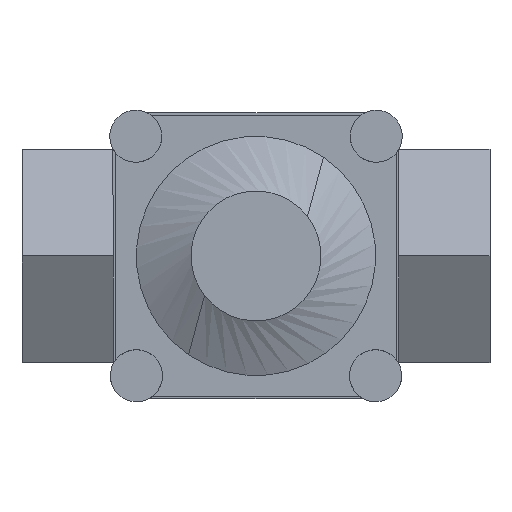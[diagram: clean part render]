
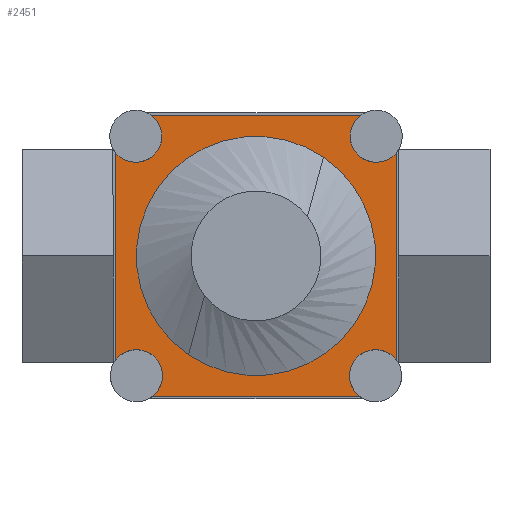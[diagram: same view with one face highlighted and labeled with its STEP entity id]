
A CAD part, front view. The second image highlights one B-rep face of the part: STEP entity #2451.
In plain terms, the highlighted planar face has unit normal (0, -1, 0).
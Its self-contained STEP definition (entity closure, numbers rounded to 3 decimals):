
#14 = AXIS2_PLACEMENT_3D ( 'NONE', #205, #2183, #1678 ) ;
#22 = EDGE_CURVE ( 'NONE', #2131, #796, #2730, .T. ) ;
#90 = EDGE_CURVE ( 'NONE', #1402, #2705, #2892, .T. ) ;
#115 = DIRECTION ( 'NONE',  ( 0., 0., -1. ) ) ;
#116 = AXIS2_PLACEMENT_3D ( 'NONE', #1888, #1568, #1369 ) ;
#118 = CARTESIAN_POINT ( 'NONE',  ( -23.122, -57., 23.018 ) ) ;
#142 = ORIENTED_EDGE ( 'NONE', *, *, #22, .T. ) ;
#205 = CARTESIAN_POINT ( 'NONE',  ( -23., -57., -23.031 ) ) ;
#256 = EDGE_CURVE ( 'NONE', #1751, #3314, #1420, .T. ) ;
#259 = CARTESIAN_POINT ( 'NONE',  ( 27., -57., -20.031 ) ) ;
#295 = FACE_OUTER_BOUND ( 'NONE', #2039, .T. ) ;
#354 = EDGE_CURVE ( 'NONE', #2983, #2381, #1180, .T. ) ;
#370 = VERTEX_POINT ( 'NONE', #1148 ) ;
#398 = DIRECTION ( 'NONE',  ( 0., -1., 0. ) ) ;
#427 = DIRECTION ( 'NONE',  ( 0., -1., 0. ) ) ;
#454 = AXIS2_PLACEMENT_3D ( 'NONE', #118, #1217, #1472 ) ;
#485 = EDGE_CURVE ( 'NONE', #1865, #710, #2413, .T. ) ;
#508 = VECTOR ( 'NONE', #1728, 1000. ) ;
#588 = CARTESIAN_POINT ( 'NONE',  ( -27., -57., 24. ) ) ;
#595 = ORIENTED_EDGE ( 'NONE', *, *, #256, .F. ) ;
#632 = DIRECTION ( 'NONE',  ( 0., 0., -1. ) ) ;
#650 = CARTESIAN_POINT ( 'NONE',  ( 0., -57., 0. ) ) ;
#709 = VECTOR ( 'NONE', #115, 1000. ) ;
#710 = VERTEX_POINT ( 'NONE', #3027 ) ;
#714 = DIRECTION ( 'NONE',  ( 0., 0., -1. ) ) ;
#734 = ORIENTED_EDGE ( 'NONE', *, *, #2832, .F. ) ;
#796 = VERTEX_POINT ( 'NONE', #2251 ) ;
#800 = DIRECTION ( 'NONE',  ( 0., 0., -1. ) ) ;
#803 = DIRECTION ( 'NONE',  ( 1., 0., 0. ) ) ;
#811 = AXIS2_PLACEMENT_3D ( 'NONE', #2345, #1069, #2090 ) ;
#814 = DIRECTION ( 'NONE',  ( 0., 0., -1. ) ) ;
#824 = PLANE ( 'NONE',  #116 ) ;
#912 = VERTEX_POINT ( 'NONE', #1539 ) ;
#934 = CARTESIAN_POINT ( 'NONE',  ( -23., -57., -23.031 ) ) ;
#959 = VERTEX_POINT ( 'NONE', #259 ) ;
#979 = CIRCLE ( 'NONE', #2208, 5. ) ;
#1013 = CARTESIAN_POINT ( 'NONE',  ( 23.122, -57., 18.018 ) ) ;
#1055 = CARTESIAN_POINT ( 'NONE',  ( 12.964, -57., 18.998 ) ) ;
#1060 = CARTESIAN_POINT ( 'NONE',  ( 23., -57., -23.031 ) ) ;
#1065 = CARTESIAN_POINT ( 'NONE',  ( 23.122, -57., 23.018 ) ) ;
#1069 = DIRECTION ( 'NONE',  ( 0., -1., 0. ) ) ;
#1112 = LINE ( 'NONE', #588, #709 ) ;
#1148 = CARTESIAN_POINT ( 'NONE',  ( -12.964, -57., -18.998 ) ) ;
#1166 = CARTESIAN_POINT ( 'NONE',  ( -27., -57., -20.031 ) ) ;
#1180 = CIRCLE ( 'NONE', #1934, 5. ) ;
#1191 = AXIS2_PLACEMENT_3D ( 'NONE', #1322, #2880, #2089 ) ;
#1217 = DIRECTION ( 'NONE',  ( 0., -1., 0. ) ) ;
#1233 = CARTESIAN_POINT ( 'NONE',  ( 23.122, -57., 23.018 ) ) ;
#1322 = CARTESIAN_POINT ( 'NONE',  ( 0., -57., 0. ) ) ;
#1323 = CARTESIAN_POINT ( 'NONE',  ( -23.5, -57., -27. ) ) ;
#1369 = DIRECTION ( 'NONE',  ( 0., 0., -1. ) ) ;
#1377 = EDGE_CURVE ( 'NONE', #912, #710, #2898, .T. ) ;
#1392 = CARTESIAN_POINT ( 'NONE',  ( 27., -57., -23. ) ) ;
#1402 = VERTEX_POINT ( 'NONE', #2356 ) ;
#1405 = EDGE_CURVE ( 'NONE', #3314, #796, #979, .T. ) ;
#1415 = DIRECTION ( 'NONE',  ( 0., -1., 0. ) ) ;
#1420 = CIRCLE ( 'NONE', #454, 5. ) ;
#1432 = DIRECTION ( 'NONE',  ( 0., 0., -1. ) ) ;
#1441 = EDGE_CURVE ( 'NONE', #959, #1865, #3040, .T. ) ;
#1472 = DIRECTION ( 'NONE',  ( 0., 0., -1. ) ) ;
#1492 = ORIENTED_EDGE ( 'NONE', *, *, #2322, .F. ) ;
#1539 = CARTESIAN_POINT ( 'NONE',  ( -19.959, -57., -27. ) ) ;
#1551 = CARTESIAN_POINT ( 'NONE',  ( -27., -57., 19.861 ) ) ;
#1561 = AXIS2_PLACEMENT_3D ( 'NONE', #1060, #2318, #814 ) ;
#1568 = DIRECTION ( 'NONE',  ( 0., -1., 0. ) ) ;
#1578 = ORIENTED_EDGE ( 'NONE', *, *, #2042, .F. ) ;
#1605 = DIRECTION ( 'NONE',  ( 0., 0., 1. ) ) ;
#1621 = CIRCLE ( 'NONE', #14, 5. ) ;
#1678 = DIRECTION ( 'NONE',  ( 0., 0., -1. ) ) ;
#1694 = VERTEX_POINT ( 'NONE', #1055 ) ;
#1728 = DIRECTION ( 'NONE',  ( -1., 0., 0. ) ) ;
#1734 = CIRCLE ( 'NONE', #2604, 23. ) ;
#1751 = VERTEX_POINT ( 'NONE', #1551 ) ;
#1810 = CARTESIAN_POINT ( 'NONE',  ( 27., -57., 19.861 ) ) ;
#1818 = ORIENTED_EDGE ( 'NONE', *, *, #2650, .T. ) ;
#1860 = EDGE_CURVE ( 'NONE', #1751, #2705, #1112, .T. ) ;
#1865 = VERTEX_POINT ( 'NONE', #3159 ) ;
#1888 = CARTESIAN_POINT ( 'NONE',  ( -23.122, -57., 23.018 ) ) ;
#1903 = CARTESIAN_POINT ( 'NONE',  ( -23.122, -57., 23.018 ) ) ;
#1934 = AXIS2_PLACEMENT_3D ( 'NONE', #1065, #2087, #800 ) ;
#1965 = EDGE_CURVE ( 'NONE', #370, #1694, #1734, .T. ) ;
#2039 = EDGE_LOOP ( 'NONE', ( #2048, #3269, #734, #2908, #2408, #2508, #1818, #3193, #1578, #142, #3246, #595 ) ) ;
#2042 = EDGE_CURVE ( 'NONE', #2131, #2983, #2655, .T. ) ;
#2048 = ORIENTED_EDGE ( 'NONE', *, *, #1860, .T. ) ;
#2055 = VECTOR ( 'NONE', #803, 1000. ) ;
#2071 = AXIS2_PLACEMENT_3D ( 'NONE', #934, #427, #714 ) ;
#2087 = DIRECTION ( 'NONE',  ( 0., -1., 0. ) ) ;
#2089 = DIRECTION ( 'NONE',  ( 0., 0., -1. ) ) ;
#2090 = DIRECTION ( 'NONE',  ( 0., 0., -1. ) ) ;
#2104 = DIRECTION ( 'NONE',  ( 0., 0., -1. ) ) ;
#2131 = VERTEX_POINT ( 'NONE', #3069 ) ;
#2183 = DIRECTION ( 'NONE',  ( 0., -1., 0. ) ) ;
#2208 = AXIS2_PLACEMENT_3D ( 'NONE', #1903, #3134, #2104 ) ;
#2251 = CARTESIAN_POINT ( 'NONE',  ( -20.099, -57., 27. ) ) ;
#2273 = AXIS2_PLACEMENT_3D ( 'NONE', #1233, #1415, #632 ) ;
#2276 = VECTOR ( 'NONE', #1605, 1000. ) ;
#2318 = DIRECTION ( 'NONE',  ( 0., -1., 0. ) ) ;
#2322 = EDGE_CURVE ( 'NONE', #1694, #370, #2977, .T. ) ;
#2345 = CARTESIAN_POINT ( 'NONE',  ( 23., -57., -23.031 ) ) ;
#2356 = CARTESIAN_POINT ( 'NONE',  ( -23., -57., -18.031 ) ) ;
#2359 = FACE_BOUND ( 'NONE', #2768, .T. ) ;
#2381 = VERTEX_POINT ( 'NONE', #1810 ) ;
#2408 = ORIENTED_EDGE ( 'NONE', *, *, #485, .F. ) ;
#2413 = CIRCLE ( 'NONE', #1561, 5. ) ;
#2414 = LINE ( 'NONE', #1392, #2276 ) ;
#2451 = ADVANCED_FACE ( 'NONE', ( #2359, #295 ), #824, .T. ) ;
#2508 = ORIENTED_EDGE ( 'NONE', *, *, #1441, .F. ) ;
#2604 = AXIS2_PLACEMENT_3D ( 'NONE', #650, #398, #1432 ) ;
#2650 = EDGE_CURVE ( 'NONE', #959, #2381, #2414, .T. ) ;
#2655 = CIRCLE ( 'NONE', #2273, 5. ) ;
#2705 = VERTEX_POINT ( 'NONE', #1166 ) ;
#2730 = LINE ( 'NONE', #2770, #508 ) ;
#2768 = EDGE_LOOP ( 'NONE', ( #1492, #3341 ) ) ;
#2770 = CARTESIAN_POINT ( 'NONE',  ( 23.5, -57., 27. ) ) ;
#2832 = EDGE_CURVE ( 'NONE', #912, #1402, #1621, .T. ) ;
#2880 = DIRECTION ( 'NONE',  ( 0., -1., 0. ) ) ;
#2892 = CIRCLE ( 'NONE', #2071, 5. ) ;
#2898 = LINE ( 'NONE', #1323, #2055 ) ;
#2908 = ORIENTED_EDGE ( 'NONE', *, *, #1377, .T. ) ;
#2977 = CIRCLE ( 'NONE', #1191, 23. ) ;
#2983 = VERTEX_POINT ( 'NONE', #1013 ) ;
#3027 = CARTESIAN_POINT ( 'NONE',  ( 19.959, -57., -27. ) ) ;
#3040 = CIRCLE ( 'NONE', #811, 5. ) ;
#3069 = CARTESIAN_POINT ( 'NONE',  ( 20.099, -57., 27. ) ) ;
#3134 = DIRECTION ( 'NONE',  ( 0., -1., 0. ) ) ;
#3159 = CARTESIAN_POINT ( 'NONE',  ( 23., -57., -18.031 ) ) ;
#3193 = ORIENTED_EDGE ( 'NONE', *, *, #354, .F. ) ;
#3237 = CARTESIAN_POINT ( 'NONE',  ( -23.122, -57., 18.018 ) ) ;
#3246 = ORIENTED_EDGE ( 'NONE', *, *, #1405, .F. ) ;
#3269 = ORIENTED_EDGE ( 'NONE', *, *, #90, .F. ) ;
#3314 = VERTEX_POINT ( 'NONE', #3237 ) ;
#3341 = ORIENTED_EDGE ( 'NONE', *, *, #1965, .F. ) ;
